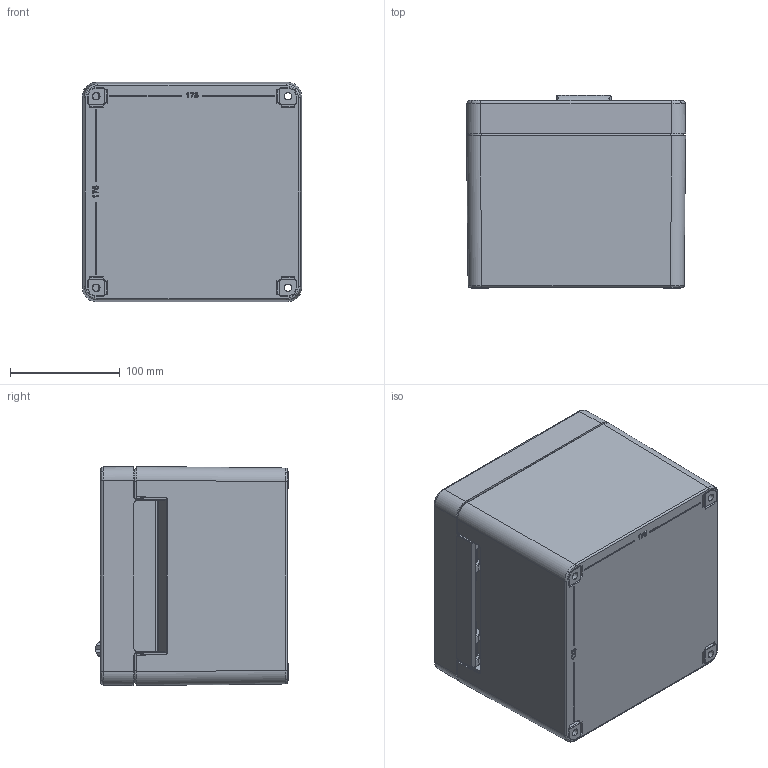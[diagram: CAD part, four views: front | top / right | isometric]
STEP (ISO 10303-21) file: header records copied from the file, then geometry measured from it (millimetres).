
FILE_DESCRIPTION (( 'STEP AP214' ), '1' );
FILE_NAME ('22202000.STEP', '2008-11-11T11:56:12', ( ' ' ), ( '' ), 'SwSTEP 2.0', 'SolidWorks 2008', '' );
FILE_SCHEMA (( 'AUTOMOTIVE_DESIGN' ));
Length unit declared in the file: millimetre
Products named in the file (14): 94202_Standard; 82210_Standard; 82209_Standard; 25200_Standard; 22202000; 86233_Standard; 86234_Standard; 26200_Standard; 95031_Standard; 83010_Standard; 82009_Standard; 94071_Vorspannung 18 mm
Assembly tree (20 placements, depth 3):
  22202000
    94071_Vorspannung 18 mm  x2
    83010_Standard  x2
    95031_Standard  x2
    82210_Standard
    94202_Standard
    82209_Standard
    25200_Standard
      86234_Standard  x2
      86233_Standard  x4
      25200_Standard
    26200_Standard
      26200_Standard
    82009_Standard
Bounding box: 200.04 x 176.13 x 200 mm (x, y, z)
Volume: 338566.4 mm3; surface area: 475826.2 mm2
Topology: 17 solids, 18 shells, 2951 faces, 7036 edges, 3771 vertices
Faces by surface type: cylinder 1005, bspline 1002, plane 572, sphere 188, cone 112, torus 72
Entity records: 118467 total; most frequent: CARTESIAN_POINT 66450, ORIENTED_EDGE 12154, DIRECTION 9021, EDGE_CURVE 6077, AXIS2_PLACEMENT_3D 3441, VERTEX_POINT 3436, EDGE_LOOP 2787, FACE_OUTER_BOUND 2713
